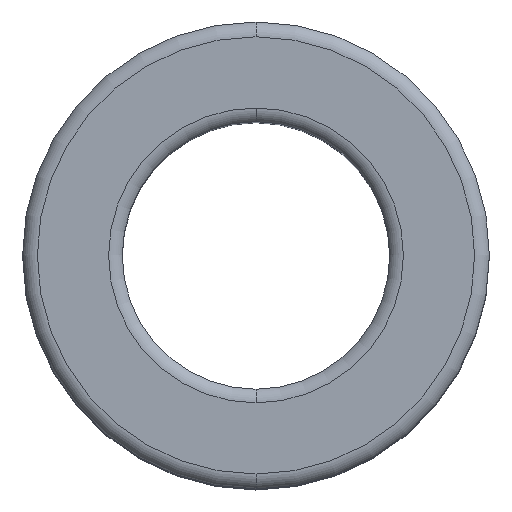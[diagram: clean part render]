
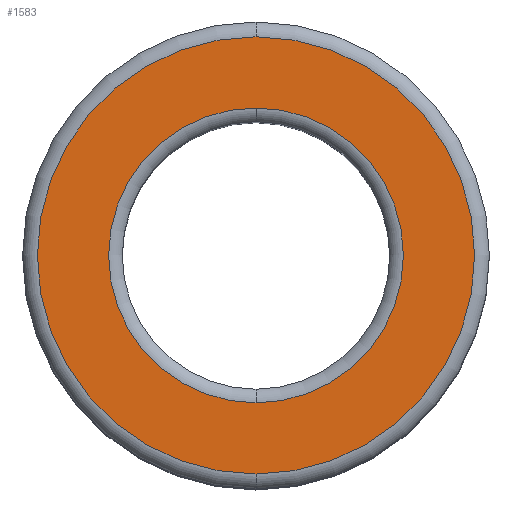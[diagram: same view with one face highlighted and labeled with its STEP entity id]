
A CAD part, top view. The second image highlights one B-rep face of the part: STEP entity #1583.
In plain terms, the highlighted planar face has unit normal (0, 0, 1).
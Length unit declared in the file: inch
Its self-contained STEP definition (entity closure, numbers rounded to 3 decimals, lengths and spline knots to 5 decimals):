
#28 = EDGE_LOOP ( 'NONE', ( #1106, #523 ) ) ;
#48 = DIRECTION ( 'NONE',  ( 0., -1., 0. ) ) ;
#49 = EDGE_LOOP ( 'NONE', ( #1186, #218 ) ) ;
#54 = DIRECTION ( 'NONE',  ( 0., -1., 0. ) ) ;
#141 = CARTESIAN_POINT ( 'NONE',  ( 0., 0.40937, 0.62125 ) ) ;
#146 = EDGE_CURVE ( 'NONE', #561, #1704, #233, .T. ) ;
#169 = CARTESIAN_POINT ( 'NONE',  ( 0., 0.40937, 0.62125 ) ) ;
#217 = AXIS2_PLACEMENT_3D ( 'NONE', #698, #1228, #48 ) ;
#218 = ORIENTED_EDGE ( 'NONE', *, *, #773, .T. ) ;
#226 = DIRECTION ( 'NONE',  ( 0., 1., 0. ) ) ;
#233 = CIRCLE ( 'NONE', #1675, 0.40937 ) ;
#258 = FACE_OUTER_BOUND ( 'NONE', #28, .T. ) ;
#407 = DIRECTION ( 'NONE',  ( 0., 0., -1. ) ) ;
#424 = DIRECTION ( 'NONE',  ( 0., 1., 0. ) ) ;
#434 = CARTESIAN_POINT ( 'NONE',  ( 0., 0., 0.62125 ) ) ;
#463 = VERTEX_POINT ( 'NONE', #1614 ) ;
#484 = CIRCLE ( 'NONE', #925, 0.276 ) ;
#523 = ORIENTED_EDGE ( 'NONE', *, *, #146, .F. ) ;
#561 = VERTEX_POINT ( 'NONE', #1361 ) ;
#568 = CARTESIAN_POINT ( 'NONE',  ( 0.276, 0., 0.62125 ) ) ;
#601 = CIRCLE ( 'NONE', #217, 0.276 ) ;
#698 = CARTESIAN_POINT ( 'NONE',  ( 0., 0., 0.62125 ) ) ;
#773 = EDGE_CURVE ( 'NONE', #463, #863, #484, .T. ) ;
#781 = PLANE ( 'NONE',  #1433 ) ;
#792 = DIRECTION ( 'NONE',  ( 0., 0., -1. ) ) ;
#862 = EDGE_CURVE ( 'NONE', #863, #463, #601, .T. ) ;
#863 = VERTEX_POINT ( 'NONE', #568 ) ;
#925 = AXIS2_PLACEMENT_3D ( 'NONE', #1601, #1508, #54 ) ;
#1091 = DIRECTION ( 'NONE',  ( 0., 1., 0. ) ) ;
#1106 = ORIENTED_EDGE ( 'NONE', *, *, #1644, .F. ) ;
#1131 = AXIS2_PLACEMENT_3D ( 'NONE', #434, #792, #424 ) ;
#1186 = ORIENTED_EDGE ( 'NONE', *, *, #862, .T. ) ;
#1228 = DIRECTION ( 'NONE',  ( 0., 0., -1. ) ) ;
#1277 = CIRCLE ( 'NONE', #1131, 0.40937 ) ;
#1335 = DIRECTION ( 'NONE',  ( 0., 0., -1. ) ) ;
#1361 = CARTESIAN_POINT ( 'NONE',  ( 0., -0.40938, 0.62125 ) ) ;
#1433 = AXIS2_PLACEMENT_3D ( 'NONE', #141, #407, #1091 ) ;
#1455 = FACE_BOUND ( 'NONE', #49, .T. ) ;
#1508 = DIRECTION ( 'NONE',  ( 0., 0., -1. ) ) ;
#1583 = ADVANCED_FACE ( 'NONE', ( #1455, #258 ), #781, .F. ) ;
#1601 = CARTESIAN_POINT ( 'NONE',  ( 0., 0., 0.62125 ) ) ;
#1614 = CARTESIAN_POINT ( 'NONE',  ( -0.276, 0., 0.62125 ) ) ;
#1639 = CARTESIAN_POINT ( 'NONE',  ( 0., 0., 0.62125 ) ) ;
#1644 = EDGE_CURVE ( 'NONE', #1704, #561, #1277, .T. ) ;
#1675 = AXIS2_PLACEMENT_3D ( 'NONE', #1639, #1335, #226 ) ;
#1704 = VERTEX_POINT ( 'NONE', #169 ) ;
